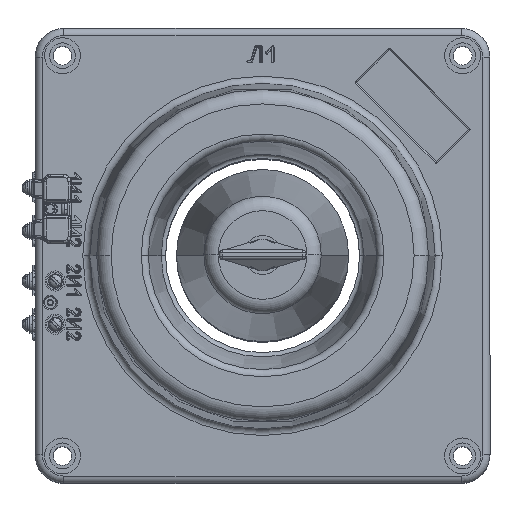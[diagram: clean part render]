
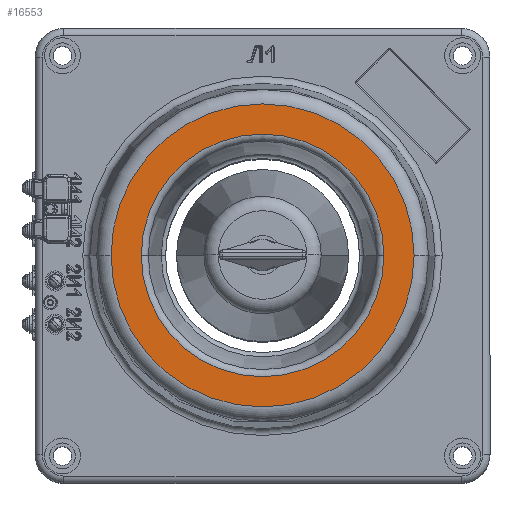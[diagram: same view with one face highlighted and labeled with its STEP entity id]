
A CAD part, top view. The second image highlights one B-rep face of the part: STEP entity #16553.
In plain terms, the highlighted planar face has unit normal (0, 0, 1).
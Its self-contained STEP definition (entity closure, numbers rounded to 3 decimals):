
#264 = CARTESIAN_POINT ( 'NONE',  ( 0., 0., 295. ) ) ;
#265 = DIRECTION ( 'NONE',  ( 1., 0., 0. ) ) ;
#296 = DIRECTION ( 'NONE',  ( 0., 0., -1. ) ) ;
#306 = CARTESIAN_POINT ( 'NONE',  ( 0., 0., 295. ) ) ;
#316 = DIRECTION ( 'NONE',  ( 1., 0., 0. ) ) ;
#319 = DIRECTION ( 'NONE',  ( 0., 0., 1. ) ) ;
#1751 = CIRCLE ( 'NONE', #15434, 105.267 ) ;
#1816 = CIRCLE ( 'NONE', #15447, 84.29 ) ;
#4166 = DIRECTION ( 'NONE',  ( 1., 0., 0. ) ) ;
#4173 = CARTESIAN_POINT ( 'NONE',  ( 0., 0., 295. ) ) ;
#4178 = PLANE ( 'NONE',  #21944 ) ;
#4203 = DIRECTION ( 'NONE',  ( 0., 0., 1. ) ) ;
#6352 = VERTEX_POINT ( 'NONE', #7153 ) ;
#6353 = VERTEX_POINT ( 'NONE', #7163 ) ;
#6366 = VERTEX_POINT ( 'NONE', #7159 ) ;
#6392 = VERTEX_POINT ( 'NONE', #7218 ) ;
#7153 = CARTESIAN_POINT ( 'NONE',  ( 105.267, 0., 295. ) ) ;
#7159 = CARTESIAN_POINT ( 'NONE',  ( 84.29, 0., 295. ) ) ;
#7163 = CARTESIAN_POINT ( 'NONE',  ( -105.267, 0., 295. ) ) ;
#7218 = CARTESIAN_POINT ( 'NONE',  ( -84.29, 0., 295. ) ) ;
#8840 = EDGE_CURVE ( 'NONE', #6366, #6392, #21065, .T. ) ;
#8896 = EDGE_CURVE ( 'NONE', #6353, #6352, #20493, .T. ) ;
#12546 = FACE_OUTER_BOUND ( 'NONE', #21621, .T. ) ;
#12575 = FACE_BOUND ( 'NONE', #21634, .T. ) ;
#13133 = EDGE_CURVE ( 'NONE', #6352, #6353, #1751, .T. ) ;
#13176 = EDGE_CURVE ( 'NONE', #6392, #6366, #1816, .T. ) ;
#14206 = CARTESIAN_POINT ( 'NONE',  ( 0., 0., 295. ) ) ;
#14219 = DIRECTION ( 'NONE',  ( 0., 0., 1. ) ) ;
#14220 = DIRECTION ( 'NONE',  ( 1., 0., 0. ) ) ;
#14310 = CARTESIAN_POINT ( 'NONE',  ( 0., 0., 295. ) ) ;
#14338 = DIRECTION ( 'NONE',  ( 1., 0., 0. ) ) ;
#14363 = DIRECTION ( 'NONE',  ( 0., 0., -1. ) ) ;
#15434 = AXIS2_PLACEMENT_3D ( 'NONE', #14206, #14219, #14220 ) ;
#15447 = AXIS2_PLACEMENT_3D ( 'NONE', #14310, #14363, #14338 ) ;
#15993 = AXIS2_PLACEMENT_3D ( 'NONE', #306, #319, #316 ) ;
#16031 = AXIS2_PLACEMENT_3D ( 'NONE', #264, #296, #265 ) ;
#16553 = ADVANCED_FACE ( 'NONE', ( #12546, #12575 ), #4178, .T. ) ;
#17404 = ORIENTED_EDGE ( 'NONE', *, *, #8840, .T. ) ;
#17406 = ORIENTED_EDGE ( 'NONE', *, *, #13133, .T. ) ;
#17407 = ORIENTED_EDGE ( 'NONE', *, *, #8896, .T. ) ;
#17418 = ORIENTED_EDGE ( 'NONE', *, *, #13176, .T. ) ;
#20493 = CIRCLE ( 'NONE', #15993, 105.267 ) ;
#21065 = CIRCLE ( 'NONE', #16031, 84.29 ) ;
#21621 = EDGE_LOOP ( 'NONE', ( #17406, #17407 ) ) ;
#21634 = EDGE_LOOP ( 'NONE', ( #17404, #17418 ) ) ;
#21944 = AXIS2_PLACEMENT_3D ( 'NONE', #4173, #4203, #4166 ) ;
